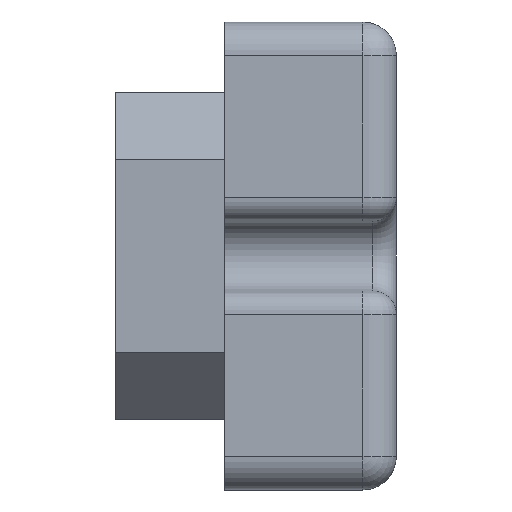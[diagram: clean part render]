
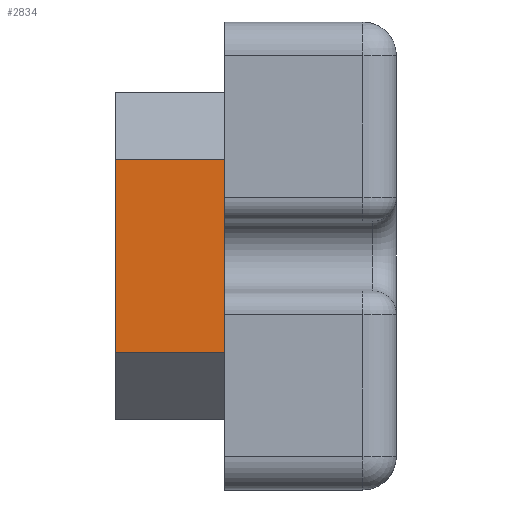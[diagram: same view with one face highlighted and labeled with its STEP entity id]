
A CAD part, left-side view. The second image highlights one B-rep face of the part: STEP entity #2834.
In plain terms, the highlighted planar face has unit normal (-1, 0, 0).
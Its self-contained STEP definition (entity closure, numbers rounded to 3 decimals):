
#270 = CARTESIAN_POINT ( 'NONE',  ( -8.5, 7., -6.2 ) ) ;
#439 = CARTESIAN_POINT ( 'NONE',  ( -8.5, 7., 6.2 ) ) ;
#508 = LINE ( 'NONE', #1542, #3368 ) ;
#611 = ORIENTED_EDGE ( 'NONE', *, *, #2669, .F. ) ;
#645 = ORIENTED_EDGE ( 'NONE', *, *, #3222, .F. ) ;
#677 = DIRECTION ( 'NONE',  ( 0., 0., -1. ) ) ;
#758 = EDGE_CURVE ( 'NONE', #1949, #1773, #508, .T. ) ;
#831 = VERTEX_POINT ( 'NONE', #1511 ) ;
#909 = CARTESIAN_POINT ( 'NONE',  ( -8.5, 7., 6.2 ) ) ;
#1048 = VECTOR ( 'NONE', #1113, 1000. ) ;
#1113 = DIRECTION ( 'NONE',  ( 0., 0., -1. ) ) ;
#1200 = DIRECTION ( 'NONE',  ( 0., 0., 1. ) ) ;
#1243 = VECTOR ( 'NONE', #3226, 1000. ) ;
#1444 = CARTESIAN_POINT ( 'NONE',  ( -8.5, 0., 6.2 ) ) ;
#1511 = CARTESIAN_POINT ( 'NONE',  ( -8.5, 0., -6.2 ) ) ;
#1542 = CARTESIAN_POINT ( 'NONE',  ( -8.5, 0., 6.2 ) ) ;
#1735 = DIRECTION ( 'NONE',  ( -1., 0., 0. ) ) ;
#1773 = VERTEX_POINT ( 'NONE', #909 ) ;
#1775 = FACE_OUTER_BOUND ( 'NONE', #3248, .T. ) ;
#1910 = CARTESIAN_POINT ( 'NONE',  ( -8.5, 0., 3.1 ) ) ;
#1949 = VERTEX_POINT ( 'NONE', #1444 ) ;
#1951 = AXIS2_PLACEMENT_3D ( 'NONE', #3298, #1735, #1200 ) ;
#2104 = LINE ( 'NONE', #3198, #1243 ) ;
#2201 = VECTOR ( 'NONE', #677, 1000. ) ;
#2237 = ORIENTED_EDGE ( 'NONE', *, *, #758, .T. ) ;
#2289 = EDGE_CURVE ( 'NONE', #1773, #2922, #3030, .T. ) ;
#2445 = ORIENTED_EDGE ( 'NONE', *, *, #2289, .T. ) ;
#2669 = EDGE_CURVE ( 'NONE', #831, #2922, #2104, .T. ) ;
#2676 = LINE ( 'NONE', #1910, #1048 ) ;
#2834 = ADVANCED_FACE ( 'NONE', ( #1775 ), #3308, .T. ) ;
#2922 = VERTEX_POINT ( 'NONE', #270 ) ;
#3030 = LINE ( 'NONE', #439, #2201 ) ;
#3107 = DIRECTION ( 'NONE',  ( 0., 1., 0. ) ) ;
#3198 = CARTESIAN_POINT ( 'NONE',  ( -8.5, 0., -6.2 ) ) ;
#3222 = EDGE_CURVE ( 'NONE', #1949, #831, #2676, .T. ) ;
#3226 = DIRECTION ( 'NONE',  ( 0., 1., 0. ) ) ;
#3248 = EDGE_LOOP ( 'NONE', ( #2445, #611, #645, #2237 ) ) ;
#3298 = CARTESIAN_POINT ( 'NONE',  ( -8.5, 0., 6.2 ) ) ;
#3308 = PLANE ( 'NONE',  #1951 ) ;
#3368 = VECTOR ( 'NONE', #3107, 1000. ) ;
